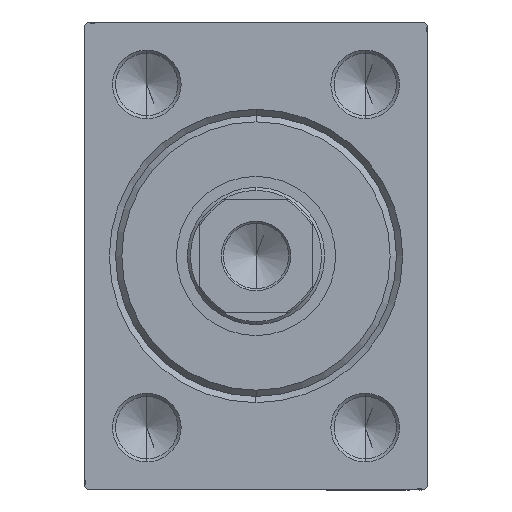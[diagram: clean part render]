
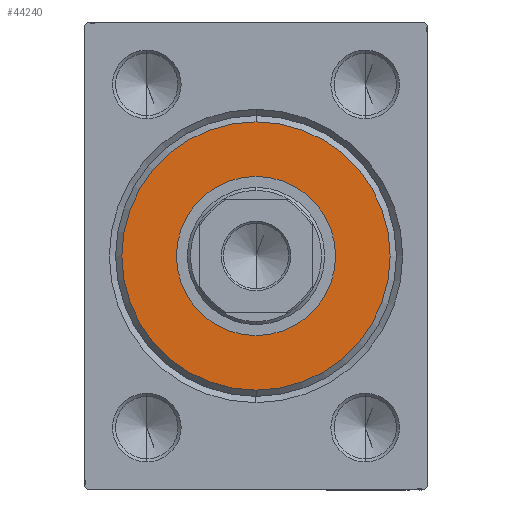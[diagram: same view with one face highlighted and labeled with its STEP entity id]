
A CAD part, left-side view. The second image highlights one B-rep face of the part: STEP entity #44240.
In plain terms, the highlighted face is planar.
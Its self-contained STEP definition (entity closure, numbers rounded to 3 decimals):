
#481 = VERTEX_POINT ( 'NONE', #13562 ) ;
#3984 = DIRECTION ( 'NONE',  ( -1., 0., 0. ) ) ;
#5186 = CIRCLE ( 'NONE', #13854, 12.75 ) ;
#5637 = CARTESIAN_POINT ( 'NONE',  ( 3., 0., 0. ) ) ;
#6271 = CARTESIAN_POINT ( 'NONE',  ( 3., 0., 0. ) ) ;
#6696 = AXIS2_PLACEMENT_3D ( 'NONE', #5637, #15633, #8377 ) ;
#6793 = VERTEX_POINT ( 'NONE', #11840 ) ;
#8377 = DIRECTION ( 'NONE',  ( 0., 0., -1. ) ) ;
#9453 = PLANE ( 'NONE',  #43558 ) ;
#11840 = CARTESIAN_POINT ( 'NONE',  ( 3., 0., -21.5 ) ) ;
#12855 = DIRECTION ( 'NONE',  ( 0., 0., -1. ) ) ;
#13060 = CARTESIAN_POINT ( 'NONE',  ( 3., 0., 12.75 ) ) ;
#13124 = ORIENTED_EDGE ( 'NONE', *, *, #26643, .T. ) ;
#13562 = CARTESIAN_POINT ( 'NONE',  ( 3., 0., 21.5 ) ) ;
#13854 = AXIS2_PLACEMENT_3D ( 'NONE', #20136, #23098, #18838 ) ;
#15633 = DIRECTION ( 'NONE',  ( 1., 0., 0. ) ) ;
#16708 = FACE_BOUND ( 'NONE', #22607, .T. ) ;
#16711 = DIRECTION ( 'NONE',  ( 1., 0., 0. ) ) ;
#16846 = CIRCLE ( 'NONE', #6696, 21.5 ) ;
#18838 = DIRECTION ( 'NONE',  ( 0., 0., -1. ) ) ;
#20136 = CARTESIAN_POINT ( 'NONE',  ( 3., 0., 0. ) ) ;
#20564 = ORIENTED_EDGE ( 'NONE', *, *, #44887, .T. ) ;
#22607 = EDGE_LOOP ( 'NONE', ( #41633, #20564 ) ) ;
#22788 = AXIS2_PLACEMENT_3D ( 'NONE', #23089, #16711, #12855 ) ;
#23089 = CARTESIAN_POINT ( 'NONE',  ( 3., 0., 0. ) ) ;
#23098 = DIRECTION ( 'NONE',  ( -1., 0., 0. ) ) ;
#25101 = CARTESIAN_POINT ( 'NONE',  ( 3., 0., 0. ) ) ;
#26643 = EDGE_CURVE ( 'NONE', #6793, #481, #16846, .T. ) ;
#30016 = AXIS2_PLACEMENT_3D ( 'NONE', #25101, #3984, #42349 ) ;
#31965 = EDGE_CURVE ( 'NONE', #481, #6793, #32934, .T. ) ;
#32034 = EDGE_CURVE ( 'NONE', #34747, #35509, #43827, .T. ) ;
#32934 = CIRCLE ( 'NONE', #22788, 21.5 ) ;
#33759 = EDGE_LOOP ( 'NONE', ( #37457, #13124 ) ) ;
#34747 = VERTEX_POINT ( 'NONE', #13060 ) ;
#35509 = VERTEX_POINT ( 'NONE', #36259 ) ;
#36259 = CARTESIAN_POINT ( 'NONE',  ( 3., 0., -12.75 ) ) ;
#37151 = DIRECTION ( 'NONE',  ( 0., 0., -1. ) ) ;
#37368 = FACE_OUTER_BOUND ( 'NONE', #33759, .T. ) ;
#37457 = ORIENTED_EDGE ( 'NONE', *, *, #31965, .T. ) ;
#41633 = ORIENTED_EDGE ( 'NONE', *, *, #32034, .T. ) ;
#42349 = DIRECTION ( 'NONE',  ( 0., 0., -1. ) ) ;
#43558 = AXIS2_PLACEMENT_3D ( 'NONE', #6271, #44429, #37151 ) ;
#43827 = CIRCLE ( 'NONE', #30016, 12.75 ) ;
#44240 = ADVANCED_FACE ( 'NONE', ( #37368, #16708 ), #9453, .T. ) ;
#44429 = DIRECTION ( 'NONE',  ( 1., 0., 0. ) ) ;
#44887 = EDGE_CURVE ( 'NONE', #35509, #34747, #5186, .T. ) ;
